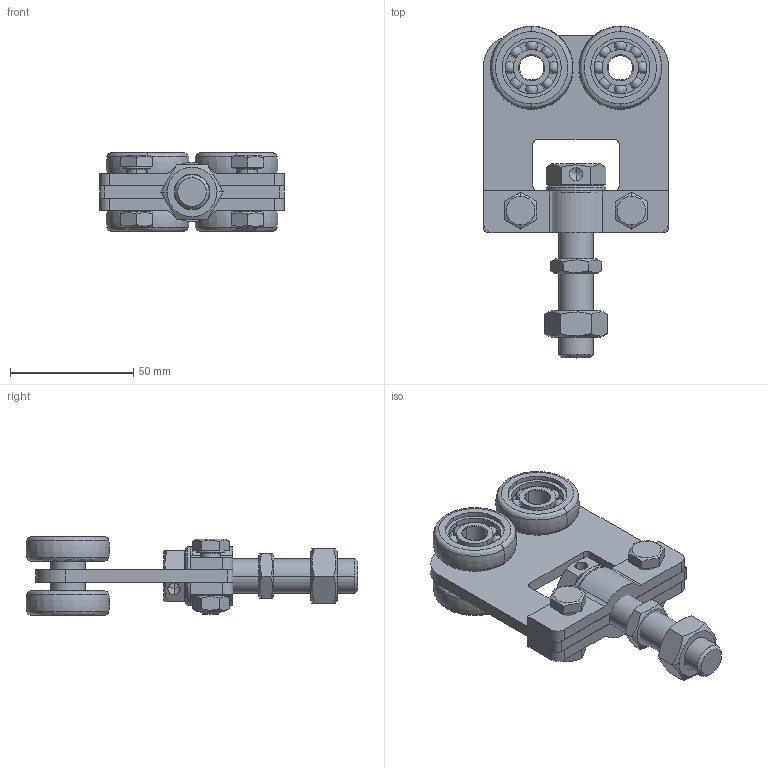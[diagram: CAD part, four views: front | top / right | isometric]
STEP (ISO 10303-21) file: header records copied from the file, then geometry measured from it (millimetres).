
FILE_DESCRIPTION (( 'STEP AP214' ), '1' );
FILE_NAME ('0041906.step', '2022-07-28T10:48:30', ( '' ), ( '' ), 'SwSTEP 2.0', 'SolidWorks 2020', '' );
FILE_SCHEMA (( 'AUTOMOTIVE_DESIGN' ));
Length unit declared in the file: millimetre
Products named in the file (1): 0041906
Bounding box: 75 x 134.76 x 32 mm (x, y, z)
Volume: 84535.4 mm3; surface area: 54319.4 mm2
Topology: 59 solids, 59 shells, 482 faces, 1118 edges, 633 vertices
Faces by surface type: cylinder 150, bspline 142, plane 130, cone 52, torus 8
Entity records: 22098 total; most frequent: CARTESIAN_POINT 6266, DIRECTION 2076, ORIENTED_EDGE 1968, EDGE_CURVE 984, AXIS2_PLACEMENT_3D 871, VERTEX_POINT 633, EDGE_LOOP 553, UNCERTAINTY_MEASURE_WITH_UNIT 543
